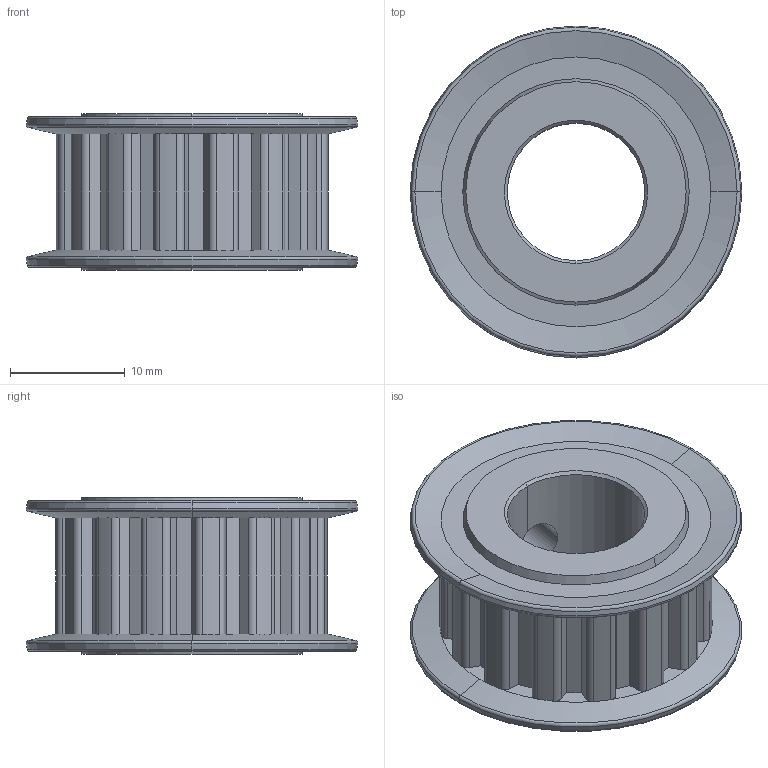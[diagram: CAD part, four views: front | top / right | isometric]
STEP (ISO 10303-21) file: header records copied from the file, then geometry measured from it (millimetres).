
FILE_DESCRIPTION (( 'STEP AP203' ), '1' );
FILE_NAME ('615430.STEP', '2014-07-22T21:27:46', ( 'Kyle' ), ( 'Microsoft' ), 'SwSTEP 2.0', 'SolidWorks 2014', '' );
FILE_SCHEMA (( 'CONFIG_CONTROL_DESIGN' ));
Length unit declared in the file: inch
Products named in the file (1): 615430
Bounding box: 28.96 x 28.96 x 13.65 mm (x, y, z)
Volume: 4200.3 mm3; surface area: 3575.2 mm2
Topology: 1 solids, 1 shells, 208 faces, 528 edges, 324 vertices
Faces by surface type: plane 114, cylinder 66, cone 20, torus 8
Entity records: 6477 total; most frequent: DIRECTION 1216, CARTESIAN_POINT 1181, ORIENTED_EDGE 1056, EDGE_CURVE 528, AXIS2_PLACEMENT_3D 495, VERTEX_POINT 324, CIRCLE 286, LINE 226
